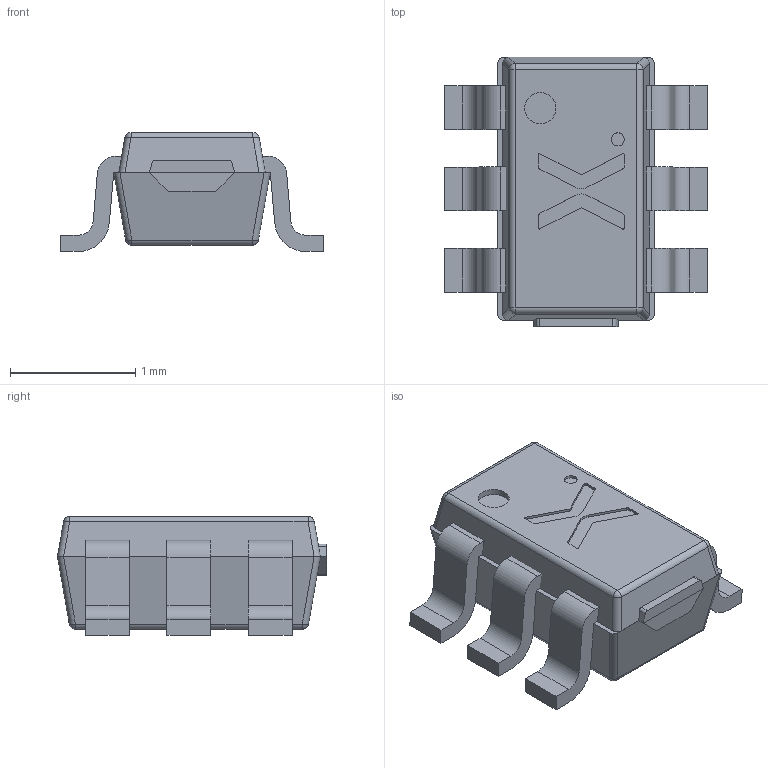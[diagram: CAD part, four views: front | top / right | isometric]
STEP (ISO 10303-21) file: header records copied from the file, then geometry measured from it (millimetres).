
FILE_DESCRIPTION(/* description */ (''),/* implementation_level */ '2;1');
FILE_NAME(/* name */ 'SOT363 v5.step',/* time_stamp */ '2019-10-04T12:24:34+01:00',/* author */ (''),/* organization */ (''),/* preprocessor_version */ 'ST-DEVELOPER v18',/* originating_system */ 'Autodesk Translation Framework v8.6.0.1094',/* authorisation */ '');
FILE_SCHEMA (('AUTOMOTIVE_DESIGN { 1 0 10303 214 3 1 1 }'));
Length unit declared in the file: millimetre
Products named in the file (7): SOT363; SOT363_1; Body; SOT353 Lower body; SOT353 Upper body; Legs; SOT353 Lead
Assembly tree (11 placements, depth 4):
  SOT363
    SOT363_1
      Body
        SOT353 Lower body
        SOT353 Upper body
      Legs
        SOT353 Lead  x6
Bounding box: 2.1 x 2.15 x 0.95 mm (x, y, z)
Volume: 2.3 mm3; surface area: 21.3 mm2
Topology: 8 solids, 8 shells, 174 faces, 448 edges, 286 vertices
Faces by surface type: plane 116, cylinder 50, sphere 8
Full cylindrical faces by diameter (mm): 0.104 x1, 0.25 x1
Entity records: 3481 total; most frequent: DIRECTION 601, CARTESIAN_POINT 578, ORIENTED_EDGE 550, EDGE_CURVE 275, LINE 203, VECTOR 203, AXIS2_PLACEMENT_3D 199, VERTEX_POINT 176
